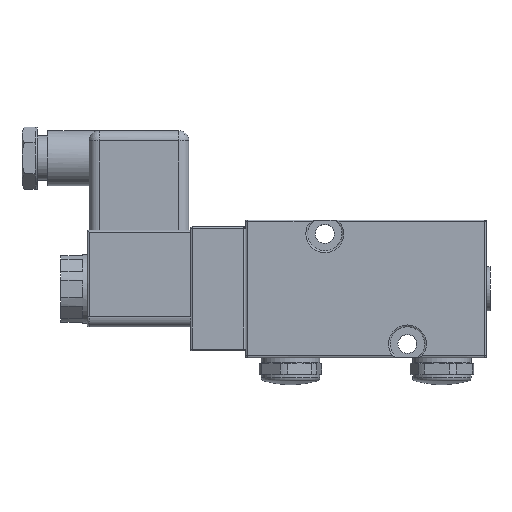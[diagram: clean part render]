
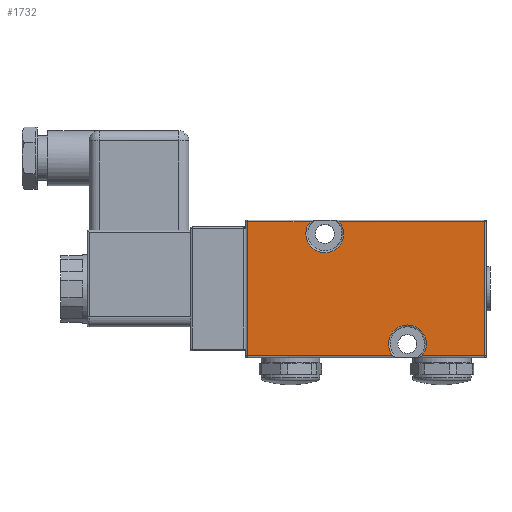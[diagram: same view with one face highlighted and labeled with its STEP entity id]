
A CAD part, top view. The second image highlights one B-rep face of the part: STEP entity #1732.
In plain terms, the highlighted planar face has unit normal (0, 0, 1).
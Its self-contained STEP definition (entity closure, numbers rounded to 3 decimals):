
#1100=CARTESIAN_POINT('',(-31.243,-42.756,52.311));
#1101=VERTEX_POINT('',#1100);
#1102=CARTESIAN_POINT('',(-22.757,-42.756,52.311));
#1103=VERTEX_POINT('',#1102);
#1104=CARTESIAN_POINT('',(-27.0,-39.256,52.311));
#1105=DIRECTION('',(0.0,0.0,-1.0));
#1106=DIRECTION('',(1.0,0.0,0.0));
#1107=AXIS2_PLACEMENT_3D('',#1104,#1105,#1106);
#1108=CIRCLE('',#1107,5.5);
#1109=EDGE_CURVE('',#1101,#1103,#1108,.T.);
#1168=CARTESIAN_POINT('',(-46.757,-3.756,52.311));
#1169=VERTEX_POINT('',#1168);
#1170=CARTESIAN_POINT('',(-55.243,-3.756,52.311));
#1171=VERTEX_POINT('',#1170);
#1172=CARTESIAN_POINT('',(-51.,-7.256,52.311));
#1173=DIRECTION('',(0.0,0.0,-1.0));
#1174=DIRECTION('',(1.0,0.0,0.0));
#1175=AXIS2_PLACEMENT_3D('',#1172,#1173,#1174);
#1176=CIRCLE('',#1175,5.5);
#1177=EDGE_CURVE('',#1169,#1171,#1176,.T.);
#1470=CARTESIAN_POINT('',(-4.5,-3.756,52.311));
#1471=VERTEX_POINT('',#1470);
#1505=CARTESIAN_POINT('',(-4.5,-42.756,52.311));
#1506=VERTEX_POINT('',#1505);
#1538=CARTESIAN_POINT('',(-73.5,-3.756,52.311));
#1539=VERTEX_POINT('',#1538);
#1571=CARTESIAN_POINT('',(-73.5,-42.756,52.311));
#1572=VERTEX_POINT('',#1571);
#1603=CARTESIAN_POINT('',(-55.243,-3.756,52.311));
#1604=DIRECTION('',(-1.0,0.0,0.0));
#1605=VECTOR('',#1604,18.257);
#1606=LINE('',#1603,#1605);
#1607=EDGE_CURVE('',#1171,#1539,#1606,.T.);
#1625=CARTESIAN_POINT('',(-4.5,-3.756,52.311));
#1626=DIRECTION('',(-1.0,0.0,0.0));
#1627=VECTOR('',#1626,42.257);
#1628=LINE('',#1625,#1627);
#1629=EDGE_CURVE('',#1471,#1169,#1628,.T.);
#1640=CARTESIAN_POINT('',(-4.5,-42.756,52.311));
#1641=DIRECTION('',(0.0,1.0,0.0));
#1642=VECTOR('',#1641,39.);
#1643=LINE('',#1640,#1642);
#1644=EDGE_CURVE('',#1506,#1471,#1643,.T.);
#1662=CARTESIAN_POINT('',(-22.757,-42.756,52.311));
#1663=DIRECTION('',(1.0,0.0,0.0));
#1664=VECTOR('',#1663,18.257);
#1665=LINE('',#1662,#1664);
#1666=EDGE_CURVE('',#1103,#1506,#1665,.T.);
#1684=CARTESIAN_POINT('',(-73.5,-42.756,52.311));
#1685=DIRECTION('',(1.0,0.0,0.0));
#1686=VECTOR('',#1685,42.257);
#1687=LINE('',#1684,#1686);
#1688=EDGE_CURVE('',#1572,#1101,#1687,.T.);
#1706=CARTESIAN_POINT('',(-73.5,-3.756,52.311));
#1707=DIRECTION('',(0.0,-1.0,0.0));
#1708=VECTOR('',#1707,39.);
#1709=LINE('',#1706,#1708);
#1710=EDGE_CURVE('',#1539,#1572,#1709,.T.);
#1717=CARTESIAN_POINT('',(-120.0,-43.256,52.311));
#1718=DIRECTION('',(0.0,0.0,1.0));
#1719=DIRECTION('',(1.0,0.0,0.0));
#1720=AXIS2_PLACEMENT_3D('',#1717,#1718,#1719);
#1721=PLANE('',#1720);
#1722=ORIENTED_EDGE('',*,*,#1710,.T.);
#1723=ORIENTED_EDGE('',*,*,#1688,.T.);
#1724=ORIENTED_EDGE('',*,*,#1109,.T.);
#1725=ORIENTED_EDGE('',*,*,#1666,.T.);
#1726=ORIENTED_EDGE('',*,*,#1644,.T.);
#1727=ORIENTED_EDGE('',*,*,#1629,.T.);
#1728=ORIENTED_EDGE('',*,*,#1177,.T.);
#1729=ORIENTED_EDGE('',*,*,#1607,.T.);
#1730=EDGE_LOOP('',(#1722,#1723,#1724,#1725,#1726,#1727,#1728,#1729));
#1731=FACE_OUTER_BOUND('',#1730,.T.);
#1732=ADVANCED_FACE('',(#1731),#1721,.T.);
